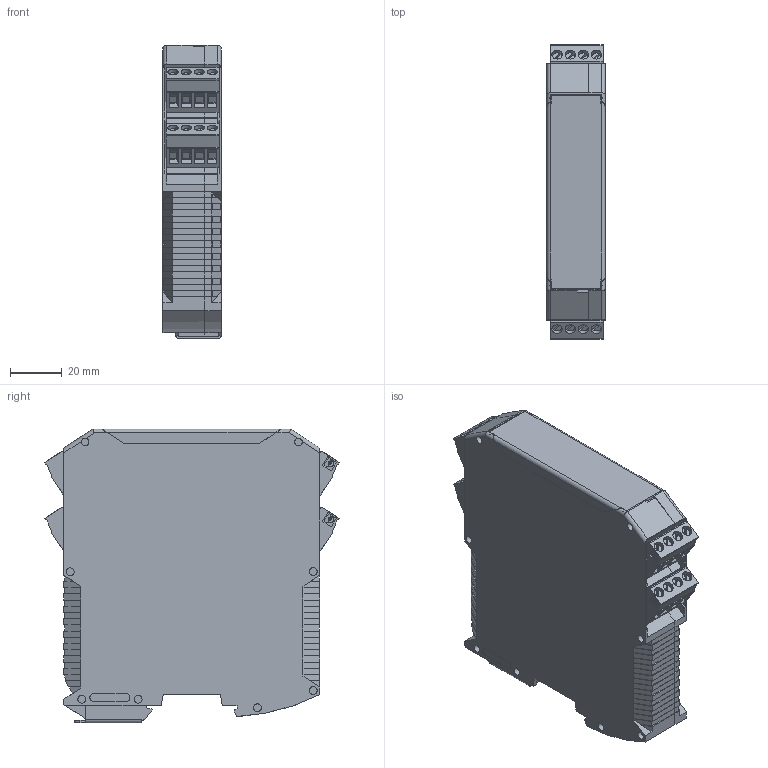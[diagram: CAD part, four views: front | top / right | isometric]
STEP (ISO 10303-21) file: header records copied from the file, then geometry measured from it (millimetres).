
FILE_DESCRIPTION (( 'STEP AP214' ), '1' );
FILE_NAME ('MOSAIC-MOR4.STEP', '2018-05-10T17:34:11', ( '' ), ( '' ), 'SwSTEP 2.0', 'SolidWorks 2017', '' );
FILE_SCHEMA (( 'AUTOMOTIVE_DESIGN' ));
Length unit declared in the file: inch
Products named in the file (1): MOSAIC-MOR4
Bounding box: 22.6 x 113.74 x 113.6 mm (x, y, z)
Volume: 64131.3 mm3; surface area: 81344.7 mm2
Topology: 11 solids, 11 shells, 1831 faces, 4734 edges, 3073 vertices
Faces by surface type: plane 1497, cylinder 299, sphere 16, bspline 16, torus 2, cone 1
Full cylindrical faces by diameter (mm): 0.609 x4, 1.35 x2, 1.4 x12, 1.6 x1, 2.8 x13, 3 x21, 3.783 x16, 4 x16, 4.5 x1
Entity records: 55395 total; most frequent: CARTESIAN_POINT 11058, ORIENTED_EDGE 9248, DIRECTION 8669, EDGE_CURVE 4624, VECTOR 3707, LINE 3707, VERTEX_POINT 3052, AXIS2_PLACEMENT_3D 2481
